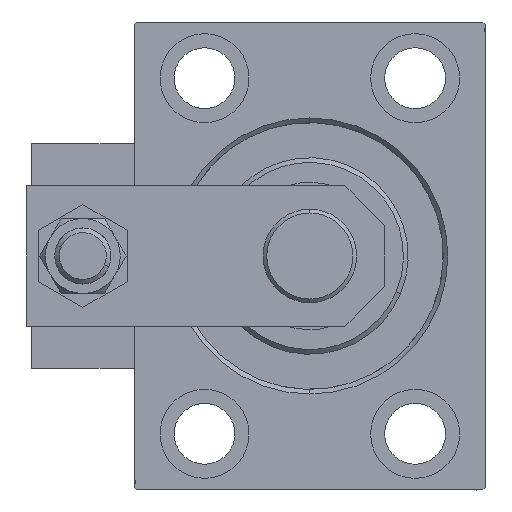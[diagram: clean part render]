
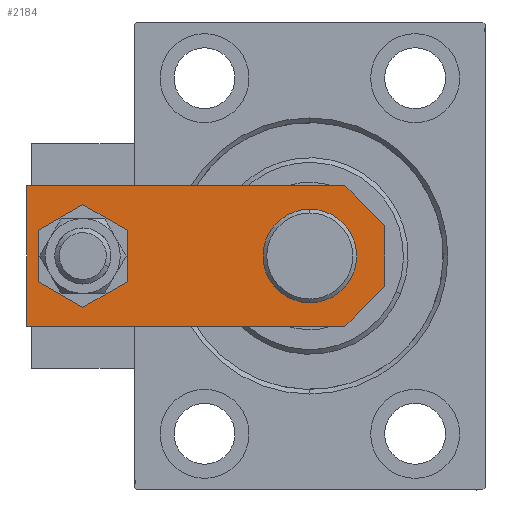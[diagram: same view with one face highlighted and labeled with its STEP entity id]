
A CAD part, left-side view. The second image highlights one B-rep face of the part: STEP entity #2184.
In plain terms, the highlighted face is planar.
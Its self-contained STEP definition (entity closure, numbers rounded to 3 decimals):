
#524 = EDGE_CURVE ( 'NONE', #17697, #49420, #35865, .T. ) ;
#2184 = ADVANCED_FACE ( 'NONE', ( #30158, #29908, #34434 ), #23090, .T. ) ;
#3786 = CARTESIAN_POINT ( 'NONE',  ( 15., 8.5, 8. ) ) ;
#4049 = CARTESIAN_POINT ( 'NONE',  ( -15., 8.5, 8. ) ) ;
#5298 = EDGE_CURVE ( 'NONE', #19152, #26349, #48155, .T. ) ;
#5357 = ORIENTED_EDGE ( 'NONE', *, *, #524, .T. ) ;
#5846 = DIRECTION ( 'NONE',  ( 0., -1., 0. ) ) ;
#6329 = AXIS2_PLACEMENT_3D ( 'NONE', #43828, #35278, #8828 ) ;
#6424 = VERTEX_POINT ( 'NONE', #28381 ) ;
#6652 = CARTESIAN_POINT ( 'NONE',  ( 0., 64.5, 8. ) ) ;
#6722 = CARTESIAN_POINT ( 'NONE',  ( -7., 64.5, 8. ) ) ;
#7068 = CARTESIAN_POINT ( 'NONE',  ( 15., 0., 8. ) ) ;
#7943 = CARTESIAN_POINT ( 'NONE',  ( 0., 0., 8. ) ) ;
#8125 = LINE ( 'NONE', #42393, #28334 ) ;
#8828 = DIRECTION ( 'NONE',  ( 1., 0., 0. ) ) ;
#9022 = VECTOR ( 'NONE', #5846, 1000. ) ;
#9143 = VERTEX_POINT ( 'NONE', #17902 ) ;
#9394 = VECTOR ( 'NONE', #21004, 1000. ) ;
#9406 = CARTESIAN_POINT ( 'NONE',  ( -15., 0., 8. ) ) ;
#10395 = CARTESIAN_POINT ( 'NONE',  ( -15., 76.5, 8. ) ) ;
#11705 = AXIS2_PLACEMENT_3D ( 'NONE', #6652, #25574, #17771 ) ;
#12060 = EDGE_CURVE ( 'NONE', #21719, #39242, #12282, .T. ) ;
#12282 = LINE ( 'NONE', #7068, #45109 ) ;
#13299 = EDGE_CURVE ( 'NONE', #39820, #17794, #25031, .T. ) ;
#13458 = LINE ( 'NONE', #29332, #33980 ) ;
#13745 = CARTESIAN_POINT ( 'NONE',  ( 6.5, 0., 8. ) ) ;
#14454 = DIRECTION ( 'NONE',  ( -1., 0., 0. ) ) ;
#15232 = LINE ( 'NONE', #22785, #23808 ) ;
#15677 = AXIS2_PLACEMENT_3D ( 'NONE', #18241, #36871, #44923 ) ;
#15856 = EDGE_LOOP ( 'NONE', ( #18703, #35904 ) ) ;
#16838 = ORIENTED_EDGE ( 'NONE', *, *, #12060, .T. ) ;
#17697 = VERTEX_POINT ( 'NONE', #29298 ) ;
#17771 = DIRECTION ( 'NONE',  ( 1., 0., 0. ) ) ;
#17794 = VERTEX_POINT ( 'NONE', #4049 ) ;
#17829 = CARTESIAN_POINT ( 'NONE',  ( 15., 76.5, 8. ) ) ;
#17902 = CARTESIAN_POINT ( 'NONE',  ( 10., 16., 8. ) ) ;
#18241 = CARTESIAN_POINT ( 'NONE',  ( 0., 16., 8. ) ) ;
#18667 = CARTESIAN_POINT ( 'NONE',  ( 0., 64.5, 8. ) ) ;
#18703 = ORIENTED_EDGE ( 'NONE', *, *, #5298, .F. ) ;
#19152 = VERTEX_POINT ( 'NONE', #6722 ) ;
#19980 = DIRECTION ( 'NONE',  ( 0.707, 0.707, 0. ) ) ;
#20339 = EDGE_CURVE ( 'NONE', #6424, #9143, #30169, .T. ) ;
#21004 = DIRECTION ( 'NONE',  ( 1., 0., 0. ) ) ;
#21534 = ORIENTED_EDGE ( 'NONE', *, *, #23078, .T. ) ;
#21719 = VERTEX_POINT ( 'NONE', #3786 ) ;
#22725 = CARTESIAN_POINT ( 'NONE',  ( -15., 76.5, 8. ) ) ;
#22785 = CARTESIAN_POINT ( 'NONE',  ( -3.25, -3.25, 8. ) ) ;
#22851 = EDGE_CURVE ( 'NONE', #26349, #19152, #47926, .T. ) ;
#23078 = EDGE_CURVE ( 'NONE', #17794, #17697, #15232, .T. ) ;
#23090 = PLANE ( 'NONE',  #25507 ) ;
#23334 = DIRECTION ( 'NONE',  ( 1., 0., 0. ) ) ;
#23474 = CARTESIAN_POINT ( 'NONE',  ( 7., 64.5, 8. ) ) ;
#23808 = VECTOR ( 'NONE', #38129, 1000. ) ;
#25031 = LINE ( 'NONE', #10395, #9022 ) ;
#25507 = AXIS2_PLACEMENT_3D ( 'NONE', #7943, #27115, #23334 ) ;
#25574 = DIRECTION ( 'NONE',  ( 0., 0., 1. ) ) ;
#26066 = ORIENTED_EDGE ( 'NONE', *, *, #20339, .F. ) ;
#26349 = VERTEX_POINT ( 'NONE', #23474 ) ;
#27115 = DIRECTION ( 'NONE',  ( 0., 0., 1. ) ) ;
#28157 = EDGE_LOOP ( 'NONE', ( #43893, #21534, #5357, #48206, #16838, #31872 ) ) ;
#28334 = VECTOR ( 'NONE', #19980, 1000. ) ;
#28381 = CARTESIAN_POINT ( 'NONE',  ( -10., 16., 8. ) ) ;
#28877 = CIRCLE ( 'NONE', #6329, 10. ) ;
#29298 = CARTESIAN_POINT ( 'NONE',  ( -6.5, 0., 8. ) ) ;
#29332 = CARTESIAN_POINT ( 'NONE',  ( 15., 76.5, 8. ) ) ;
#29663 = ORIENTED_EDGE ( 'NONE', *, *, #33513, .F. ) ;
#29908 = FACE_OUTER_BOUND ( 'NONE', #28157, .T. ) ;
#30158 = FACE_BOUND ( 'NONE', #15856, .T. ) ;
#30169 = CIRCLE ( 'NONE', #15677, 10. ) ;
#31872 = ORIENTED_EDGE ( 'NONE', *, *, #46771, .T. ) ;
#33513 = EDGE_CURVE ( 'NONE', #9143, #6424, #28877, .T. ) ;
#33980 = VECTOR ( 'NONE', #14454, 1000. ) ;
#34039 = DIRECTION ( 'NONE',  ( 0., 0., 1. ) ) ;
#34434 = FACE_BOUND ( 'NONE', #38267, .T. ) ;
#35278 = DIRECTION ( 'NONE',  ( 0., 0., 1. ) ) ;
#35865 = LINE ( 'NONE', #9406, #9394 ) ;
#35904 = ORIENTED_EDGE ( 'NONE', *, *, #22851, .F. ) ;
#36871 = DIRECTION ( 'NONE',  ( 0., 0., 1. ) ) ;
#38129 = DIRECTION ( 'NONE',  ( 0.707, -0.707, 0. ) ) ;
#38267 = EDGE_LOOP ( 'NONE', ( #26066, #29663 ) ) ;
#39242 = VERTEX_POINT ( 'NONE', #17829 ) ;
#39820 = VERTEX_POINT ( 'NONE', #22725 ) ;
#42393 = CARTESIAN_POINT ( 'NONE',  ( 3.25, -3.25, 8. ) ) ;
#43828 = CARTESIAN_POINT ( 'NONE',  ( 0., 16., 8. ) ) ;
#43893 = ORIENTED_EDGE ( 'NONE', *, *, #13299, .T. ) ;
#44923 = DIRECTION ( 'NONE',  ( 1., 0., 0. ) ) ;
#45109 = VECTOR ( 'NONE', #46537, 1000. ) ;
#46090 = EDGE_CURVE ( 'NONE', #49420, #21719, #8125, .T. ) ;
#46537 = DIRECTION ( 'NONE',  ( 0., 1., 0. ) ) ;
#46771 = EDGE_CURVE ( 'NONE', #39242, #39820, #13458, .T. ) ;
#47926 = CIRCLE ( 'NONE', #11705, 7. ) ;
#48155 = CIRCLE ( 'NONE', #49732, 7. ) ;
#48206 = ORIENTED_EDGE ( 'NONE', *, *, #46090, .T. ) ;
#49390 = DIRECTION ( 'NONE',  ( 1., 0., 0. ) ) ;
#49420 = VERTEX_POINT ( 'NONE', #13745 ) ;
#49732 = AXIS2_PLACEMENT_3D ( 'NONE', #18667, #34039, #49390 ) ;
